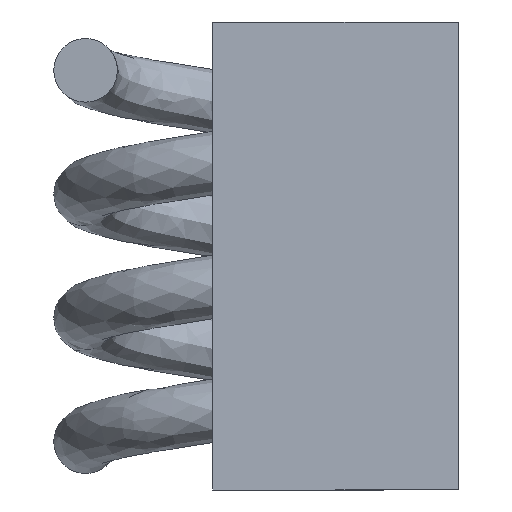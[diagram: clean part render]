
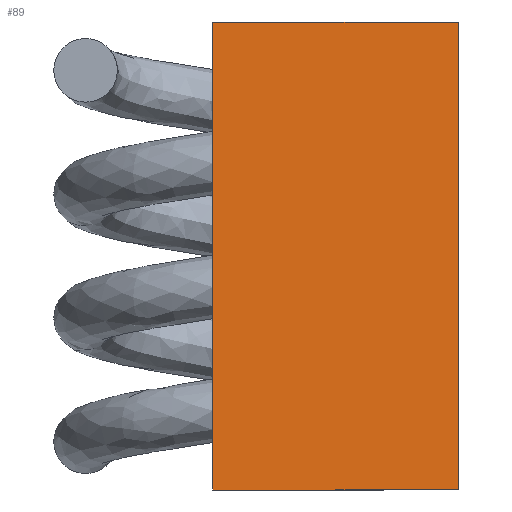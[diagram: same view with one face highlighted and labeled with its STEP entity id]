
A CAD part, front view. The second image highlights one B-rep face of the part: STEP entity #89.
In plain terms, the highlighted face is planar.
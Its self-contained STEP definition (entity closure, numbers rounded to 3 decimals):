
#89 = ADVANCED_FACE( '', ( #159 ), #160, .F. );
#159 = FACE_OUTER_BOUND( '', #480, .T. );
#160 = PLANE( '', #481 );
#480 = EDGE_LOOP( '', ( #536, #537, #538, #539 ) );
#481 = AXIS2_PLACEMENT_3D( '', #540, #541, #542 );
#536 = ORIENTED_EDGE( '', *, *, #606, .T. );
#537 = ORIENTED_EDGE( '', *, *, #615, .F. );
#538 = ORIENTED_EDGE( '', *, *, #616, .F. );
#539 = ORIENTED_EDGE( '', *, *, #617, .T. );
#540 = CARTESIAN_POINT( '', ( 1.525, 0., 1.84 ) );
#541 = DIRECTION( '', ( -0.996, -0.087, 0. ) );
#542 = DIRECTION( '', ( 0.087, -0.996, 0. ) );
#606 = EDGE_CURVE( '', #647, #645, #648, .T. );
#615 = EDGE_CURVE( '', #660, #645, #661, .T. );
#616 = EDGE_CURVE( '', #662, #660, #663, .T. );
#617 = EDGE_CURVE( '', #662, #647, #664, .T. );
#645 = VERTEX_POINT( '', #698 );
#647 = VERTEX_POINT( '', #701 );
#648 = LINE( '', #702, #703 );
#660 = VERTEX_POINT( '', #716 );
#661 = LINE( '', #717, #718 );
#662 = VERTEX_POINT( '', #719 );
#663 = LINE( '', #720, #721 );
#664 = LINE( '', #722, #723 );
#698 = CARTESIAN_POINT( '', ( 1.356, 1.93, -1.84 ) );
#701 = CARTESIAN_POINT( '', ( 1.525, 0., -1.84 ) );
#702 = CARTESIAN_POINT( '', ( 1.525, 0., -1.84 ) );
#703 = VECTOR( '', #761, 1000. );
#716 = CARTESIAN_POINT( '', ( 1.356, 1.93, 1.84 ) );
#717 = CARTESIAN_POINT( '', ( 1.356, 1.93, 1.84 ) );
#718 = VECTOR( '', #772, 1000. );
#719 = CARTESIAN_POINT( '', ( 1.525, 0., 1.84 ) );
#720 = CARTESIAN_POINT( '', ( 1.525, 0., 1.84 ) );
#721 = VECTOR( '', #773, 1000. );
#722 = CARTESIAN_POINT( '', ( 1.525, 0., 1.84 ) );
#723 = VECTOR( '', #774, 1000. );
#761 = DIRECTION( '', ( -0.087, 0.996, 0. ) );
#772 = DIRECTION( '', ( 0., 0., -1. ) );
#773 = DIRECTION( '', ( -0.087, 0.996, 0. ) );
#774 = DIRECTION( '', ( 0., 0., -1. ) );
